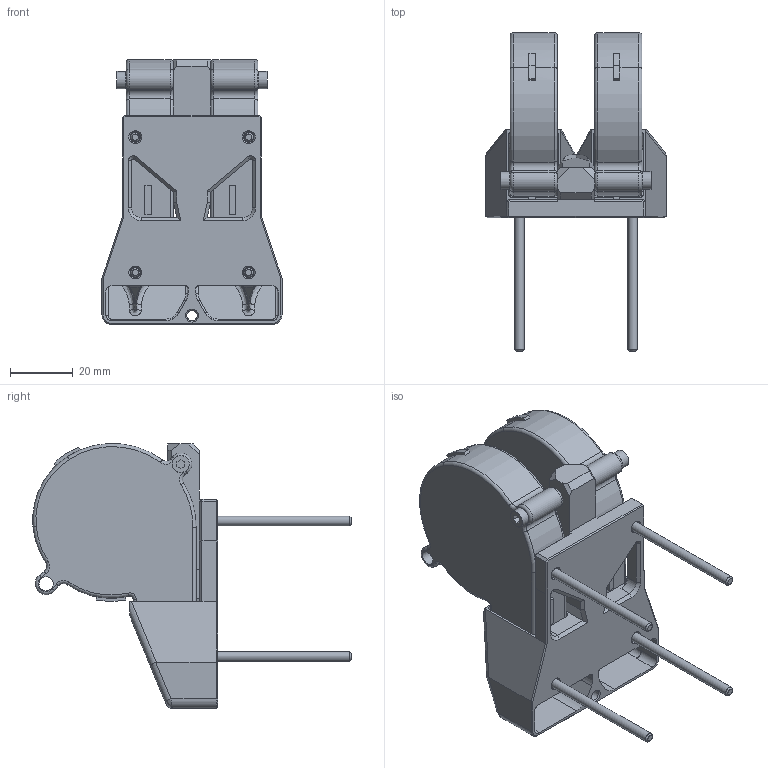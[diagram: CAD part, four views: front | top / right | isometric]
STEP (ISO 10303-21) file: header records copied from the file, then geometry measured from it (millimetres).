
FILE_DESCRIPTION(/* description */ (''),/* implementation_level */ '2;1');
FILE_NAME(/* name */ 'Dual 5015 Inlet.step',/* time_stamp */ '2023-04-23T13:13:21-05:00',/* author */ (''),/* organization */ (''),/* preprocessor_version */ 'ST-DEVELOPER v19.2',/* originating_system */ 'Autodesk Translation Framework v12.4.0.73',/* authorisation */ '');
FILE_SCHEMA (('AUTOMOTIVE_DESIGN { 1 0 10303 214 3 1 1 }'));
Length unit declared in the file: millimetre
Products named in the file (9): Dual 5015 Inlet; dual_5015_inlet; Fans; 5015 fan; DIN 912 M3 20 mm; Inserts; PN596; Fasteners; Screw, M3 x 45mm, SHCS
Assembly tree (14 placements, depth 3):
  Dual 5015 Inlet
    dual_5015_inlet
    Fans
      5015 fan  x2
      DIN 912 M3 20 mm  x2
    Inserts
      PN596  x2
    Fasteners
      Screw, M3 x 45mm, SHCS  x4
Bounding box: 57.2 x 101.11 x 84.13 mm (x, y, z)
Volume: 61707.1 mm3; surface area: 57712.9 mm2
Topology: 11 solids, 11 shells, 1199 faces, 3153 edges, 2013 vertices
Faces by surface type: plane 449, cylinder 341, bspline 282, torus 66, cone 61
Full cylindrical faces by diameter (mm): 2.9 x2, 3 x6, 3.3 x5, 4.2 x2, 4.25 x4, 4.5 x4, 4.6 x2, 4.7 x2, 5.5 x6, 6 x4, 19.703 x2, 25 x2, 32 x2, 40.6 x2
Entity records: 28887 total; most frequent: CARTESIAN_POINT 9883, ORIENTED_EDGE 4144, DIRECTION 3624, EDGE_CURVE 2072, AXIS2_PLACEMENT_3D 1332, VERTEX_POINT 1320, LINE 960, VECTOR 960
